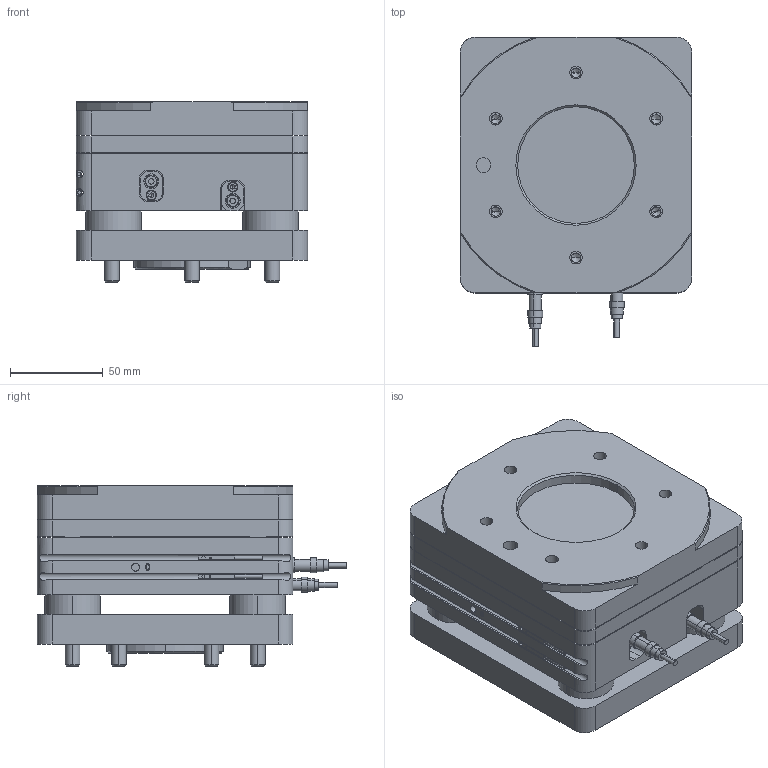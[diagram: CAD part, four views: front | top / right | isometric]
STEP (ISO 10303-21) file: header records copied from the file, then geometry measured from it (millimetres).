
FILE_DESCRIPTION (( 'STEP AP203' ), '1' );
FILE_NAME ('F8-100-XYZ.STEP', '2026-02-04T06:01:54', ( 'USER-' ), ( 'Microsoft' ), 'SwSTEP 2.0', 'SolidWorks 2018', '' );
FILE_SCHEMA (( 'CONFIG_CONTROL_DESIGN' ));
Length unit declared in the file: millimetre
Products named in the file (11): F8-100-01 翋釱极; F14-125-15 棠羲薊え; F8-100-03 奻脯輸; F8-100-02 笢痄雄啣; 棠羲換覜ん; F8-100-XYZ; 32x12-R6（红）; hexagon socket head cap screws gb(GB_FASTENER_SCREWS_HSHCS M3X8-N); F8-100-11 狟脯輸; socket head thin cap screw_din(DIN 7984 - M8 x 20 --- 16.25N); M8x1-48棠俶換覜ん
Assembly tree (21 placements, depth 2):
  F8-100-XYZ
    F8-100-01 翋釱极
    F8-100-02 笢痄雄啣
    F8-100-03 奻脯輸
    F8-100-11 狟脯輸
    F14-125-15 棠羲薊え  x4
    M8x1-48棠俶換覜ん  x2
    hexagon socket head cap screws gb(GB_FASTENER_SCREWS_HSHCS M3X8-N)  x2
    socket head thin cap screw_din(DIN 7984 - M8 x 20 --- 16.25N)  x6
    32x12-R6（红）
    棠羲換覜ん  x2
Bounding box: 125 x 167 x 97.5 mm (x, y, z)
Volume: 1260585 mm3; surface area: 209325.4 mm2
Topology: 21 solids, 21 shells, 1116 faces, 2834 edges, 1830 vertices
Faces by surface type: plane 540, cylinder 299, bspline 174, cone 75, torus 28
Entity records: 35077 total; most frequent: CARTESIAN_POINT 12650, ORIENTED_EDGE 4574, DIRECTION 3894, EDGE_CURVE 2287, VERTEX_POINT 1506, LINE 1386, VECTOR 1386, AXIS2_PLACEMENT_3D 1254
